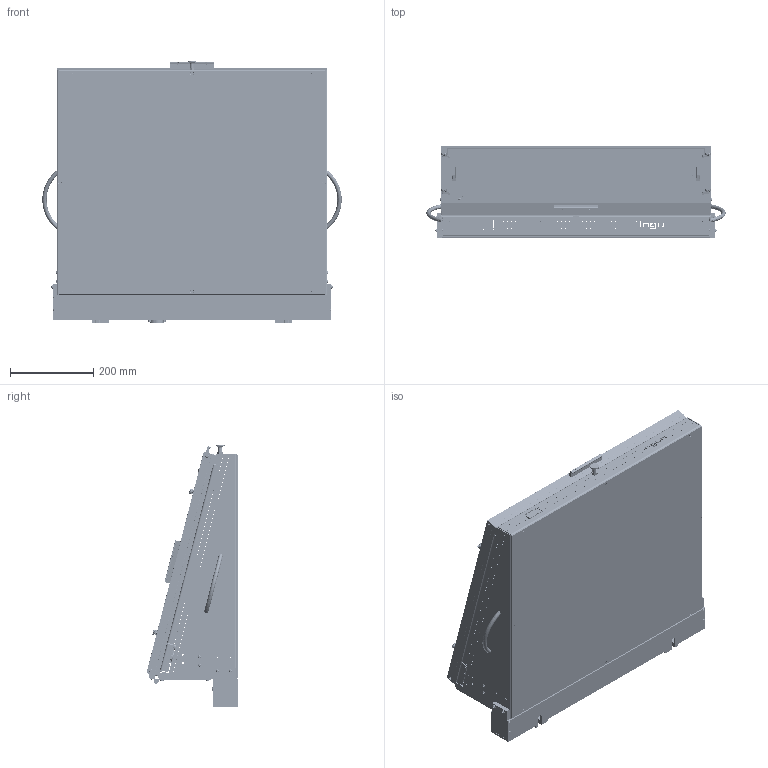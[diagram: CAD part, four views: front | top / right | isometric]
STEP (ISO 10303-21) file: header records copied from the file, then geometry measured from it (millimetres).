
FILE_DESCRIPTION (( 'STEP AP214' ), '1' );
FILE_NAME ('INGUN_53615.STEP', '2022-02-15T10:10:41', ( '' ), ( '' ), 'SwSTEP 2.0', 'SolidWorks 2018', '' );
FILE_SCHEMA (( 'AUTOMOTIVE_DESIGN' ));
Length unit declared in the file: millimetre
Products named in the file (88): 19420~3; 22476~0_KUNDE<Standard>; GKS-503-0006~0_S; 53616~0_S; 22477~3; DIN912~n_M05,0x020; 2273~0; 23416~1; 1592~6; 3274~0; 22478~5; 3308~6; 53613~0_S; DIN7991~n_M04,0x016; 12144~1; ISO7380~n_M04,0x020; 3426~0_S; 43707~0_S; 2511~0; DIN912~n_M04,0x010; 3484~0; ISO7380~n_M04,0x010; 2578~4; 11656~0; 22453~2; DIN7~n_04,0m6x004; 2196~6; 100415~5; 22478~5_S; DIN6325~n_04,0m6x008; INGUN_53615; 21255~1; 2621~0; 10972~1; 53614~2_S; 3862_1~0; 3862~4_165,35ø<Standard>; DIN912~n_M04,0x008; DIN_6799_-_A2~n_d 5; DIN7991~n_M04,0x012 ...
Assembly tree (224 placements, depth 5):
  INGUN_53615
    53614~2_S
      53613~0_S
        21255~1
        43707~0_S  x8
      53616~0_S
        23416~1
      2171~3
      10770~1  x2
        10770_1~0
        10770_2~0
      12440~0  x2
      2348~0  x2
        2348_3~0
        2348_4~0
        2348_2~0
        2348_1~0
      DIN_6799_-_A2~n_d 5  x2
      2621~0  x4
      3862~4_165,35ø<Standard>  x2
        3862_1~0
        3862_1~0_#0Standard
        N_1443~0_A 6 x 40
      21112~0  x2
      2511~0
      10972~1  x2
      2273~0  x2
      104589~2_S
        104590~2
        101461~5  x2
        100415~5
        100416~5
        60671~0
        3366~0
        DIN912~n_M03,0x008  x8
        DIN912~n_M04,0x010  x8
        ISO7380~n_M04,0x020  x4
        ISO7380~n_M04,0x008  x4
        DIN125~n_04,3 M04,0  x4
      12144~1
      11656~0
      ISO7380~n_M04,0x008  x14
      DIN965~n_M04,0x008  x8
      ISO7380~n_M04,0x010  x4
      DIN912~n_M04,0x010  x4
      ISO7380~n_M04,0x016  x4
      DIN912~n_M04,0x008  x4
    30943~0_KUNDE<S>
      22478~5_S
        22478~5
        Gewindebuchse~n_M04-05,0 offen  x12
      22477~3
        22450~0
        22452~0  x2
        22453~2
        DIN912~n_M05,0x020  x4
      22479~0
      2196~6  x3
      2229~6  x3
      2579~0
Bounding box: 719.89 x 219.5 x 632.5 mm (x, y, z)
Volume: 9317730.7 mm3; surface area: 3510677.9 mm2
Topology: 219 solids, 219 shells, 9671 faces, 24573 edges, 15885 vertices
Faces by surface type: cylinder 4278, plane 3756, cone 1114, bspline 308, torus 190, sphere 25
Entity records: 147741 total; most frequent: CARTESIAN_POINT 31950, DIRECTION 22895, ORIENTED_EDGE 21084, EDGE_CURVE 10542, AXIS2_PLACEMENT_3D 8899, VERTEX_POINT 6872, EDGE_LOOP 5374, LINE 5097
